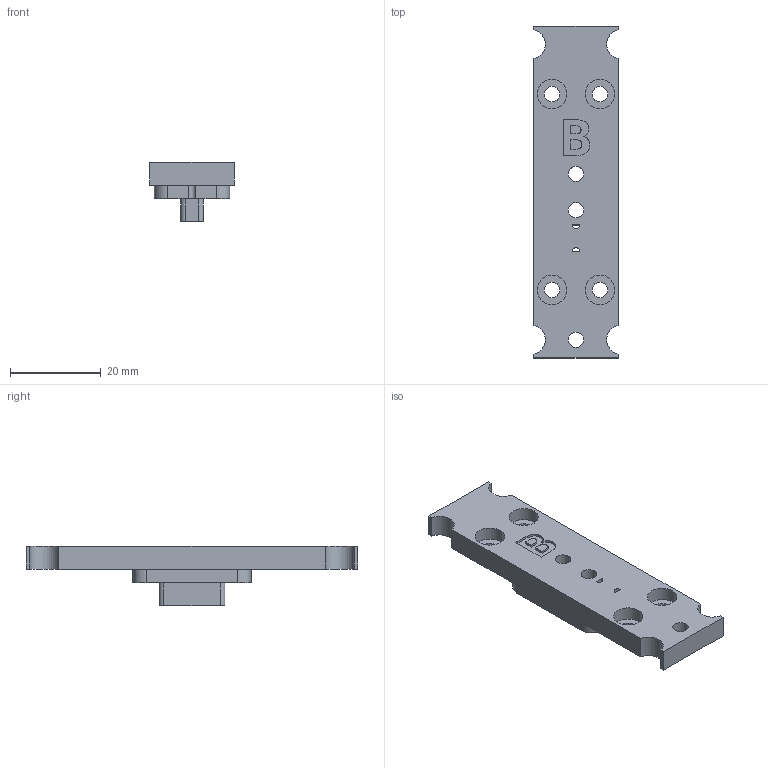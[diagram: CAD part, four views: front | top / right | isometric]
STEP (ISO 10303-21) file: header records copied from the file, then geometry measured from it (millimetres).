
FILE_DESCRIPTION(/* description */ ('STEP AP242','CAx-IF Rec.Pracs.---Representation and Presentation of Product Manufacturing Information (PMI)---4.0---2014-10-13','CAx-IF Rec.Pracs.---3D Tessellated Geometry---0.4---2014-09-14','2;1'),/* implementation_level */ '2;1');
FILE_NAME(/* name */ '659e2e44ab4d6a061ad73c1d',/* time_stamp */ '2024-01-10T05:42:29Z',/* author */ (''),/* organization */ (''),/* preprocessor_version */ 'ST-DEVELOPER v19.4',/* originating_system */ ' ',/* authorisation */ ' ');
FILE_SCHEMA (('AP242_MANAGED_MODEL_BASED_3D_ENGINEERING_MIM_LF { 1 0 10303 442 1 1 4 }'));
Length unit declared in the file: metre
Products named in the file (1): ????2
Bounding box: 18.55 x 73.1 x 13 mm (x, y, z)
Volume: 7392.1 mm3; surface area: 4616.8 mm2
Topology: 1 solids, 1 shells, 79 faces, 208 edges, 138 vertices
Faces by surface type: plane 39, cylinder 25, bspline 15
Full cylindrical faces by diameter (mm): 3.4 x7, 6.5 x4
Entity records: 2499 total; most frequent: CARTESIAN_POINT 580, ORIENTED_EDGE 394, DIRECTION 347, EDGE_CURVE 197, VERTEX_POINT 138, LINE 117, VECTOR 117, EDGE_LOOP 115
